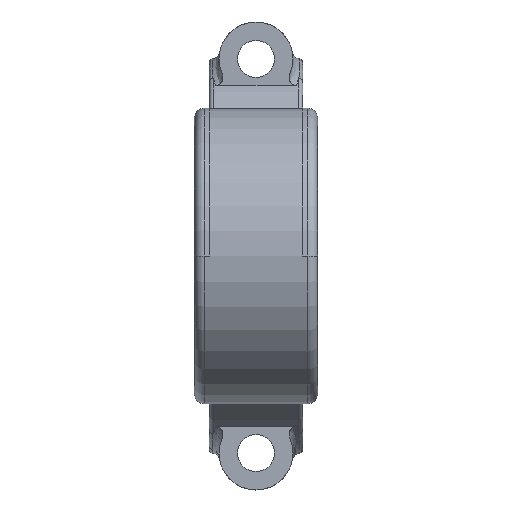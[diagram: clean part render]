
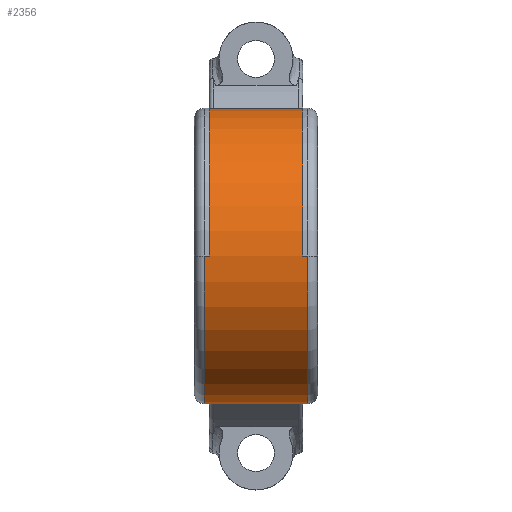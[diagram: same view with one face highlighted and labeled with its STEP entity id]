
A CAD part, left-side view. The second image highlights one B-rep face of the part: STEP entity #2356.
In plain terms, the highlighted cylindrical face has radius 967.74 mm (diameter 1935.48 mm), a partial arc.
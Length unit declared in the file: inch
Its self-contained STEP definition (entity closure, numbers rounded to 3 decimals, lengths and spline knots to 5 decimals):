
#155=CARTESIAN_POINT('',(-76.2,-12.065,0.));
#156=DIRECTION('',(0.,-1.,0.));
#157=DIRECTION('',(0.88,0.,-0.475));
#158=AXIS2_PLACEMENT_3D('',#155,#156,#157);
#603=CARTESIAN_POINT('',(-76.2,12.065,0.));
#604=DIRECTION('',(0.,1.,0.));
#605=DIRECTION('',(0.946,0.,-0.326));
#606=AXIS2_PLACEMENT_3D('',#603,#604,#605);
#613=CARTESIAN_POINT('',(-42.67562,12.065,-18.1032));
#614=CARTESIAN_POINT('',(-42.73979,12.065,-18.22203));
#615=CARTESIAN_POINT('',(-42.87182,12.03357,-18.46355));
#616=CARTESIAN_POINT('',(-43.08387,11.89604,-18.84134));
#617=CARTESIAN_POINT('',(-43.30313,11.67778,-19.22162));
#618=CARTESIAN_POINT('',(-43.52919,11.39385,-19.60341));
#619=CARTESIAN_POINT('',(-43.68476,11.17688,-19.85934));
#620=CARTESIAN_POINT('',(-43.76568,11.065,-19.99062));
#632=CARTESIAN_POINT('',(-43.76568,-11.065,-19.99062));
#633=CARTESIAN_POINT('',(-43.72422,-11.12233,
-19.92335));
#634=CARTESIAN_POINT('',(-43.64161,-11.23712,
-19.78838));
#635=CARTESIAN_POINT('',(-43.51735,-11.40582,
-19.5825));
#636=CARTESIAN_POINT('',(-43.3911,-11.5674,
-19.37027));
#637=CARTESIAN_POINT('',(-43.26313,-11.71566,
-19.15188));
#638=CARTESIAN_POINT('',(-43.13251,-11.84609,
-18.92552));
#639=CARTESIAN_POINT('',(-42.99543,-11.95586,
-18.68407));
#640=CARTESIAN_POINT('',(-42.84573,-12.03895,
-18.41571));
#641=CARTESIAN_POINT('',(-42.734,-12.065,
-18.21132));
#642=CARTESIAN_POINT('',(-42.67562,-12.065,-18.1032));
#695=DIRECTION('',(0.,1.,0.));
#696=VECTOR('',#695,22.13);
#697=CARTESIAN_POINT('',(-43.76568,-11.065,-19.99062));
#698=LINE('',#697,#696);
#699=CARTESIAN_POINT('',(-76.2,9.565,0.));
#700=DIRECTION('',(0.,1.,0.));
#701=DIRECTION('',(0.976,0.,0.22));
#702=AXIS2_PLACEMENT_3D('',#699,#700,#701);
#704=DIRECTION('',(0.,-1.,0.));
#705=VECTOR('',#704,2.5);
#706=CARTESIAN_POINT('',(-39.03092,12.065,8.37074));
#707=LINE('',#706,#705);
#708=DIRECTION('',(0.,1.,0.));
#709=VECTOR('',#708,1.31);
#710=CARTESIAN_POINT('',(-38.1,12.065,0.));
#711=LINE('',#710,#709);
#712=CARTESIAN_POINT('',(-76.2,13.375,0.));
#713=DIRECTION('',(0.,1.,0.));
#714=DIRECTION('',(1.,0.,0.));
#715=AXIS2_PLACEMENT_3D('',#712,#713,#714);
#717=CARTESIAN_POINT('',(-76.2,12.065,0.));
#718=DIRECTION('',(0.,1.,0.));
#719=DIRECTION('',(-1.,0.,0.));
#720=AXIS2_PLACEMENT_3D('',#717,#718,#719);
#722=DIRECTION('',(0.,1.,0.));
#723=VECTOR('',#722,1.);
#724=CARTESIAN_POINT('',(-43.76568,11.065,19.99062));
#725=LINE('',#724,#723);
#726=DIRECTION('',(0.,1.,0.));
#727=VECTOR('',#726,22.13);
#728=CARTESIAN_POINT('',(-43.76568,-11.065,19.99062));
#729=LINE('',#728,#727);
#730=DIRECTION('',(0.,1.,0.));
#731=VECTOR('',#730,1.);
#732=CARTESIAN_POINT('',(-43.76568,-12.065,19.99062));
#733=LINE('',#732,#731);
#734=CARTESIAN_POINT('',(-76.2,-12.065,0.));
#735=DIRECTION('',(0.,1.,0.));
#736=DIRECTION('',(-1.,0.,0.));
#737=AXIS2_PLACEMENT_3D('',#734,#735,#736);
#739=CARTESIAN_POINT('',(-76.2,-13.375,0.));
#740=DIRECTION('',(0.,-1.,0.));
#741=DIRECTION('',(-1.,0.,0.));
#742=AXIS2_PLACEMENT_3D('',#739,#740,#741);
#744=DIRECTION('',(0.,1.,0.));
#745=VECTOR('',#744,1.31);
#746=CARTESIAN_POINT('',(-38.1,-13.375,0.));
#747=LINE('',#746,#745);
#748=DIRECTION('',(0.,1.,0.));
#749=VECTOR('',#748,5.);
#750=CARTESIAN_POINT('',(-39.85177,-12.065,-11.42));
#751=LINE('',#750,#749);
#757=CARTESIAN_POINT('',(-39.03092,9.565,-8.37074));
#758=CARTESIAN_POINT('',(-39.09317,9.85749,-8.64715));
#759=CARTESIAN_POINT('',(-39.21927,10.42087,-9.17944));
#760=CARTESIAN_POINT('',(-39.43088,11.14879,-9.9943));
#761=CARTESIAN_POINT('',(-39.66704,11.68681,-10.82621));
#762=CARTESIAN_POINT('',(-39.92198,12.00162,-11.65115));
#763=CARTESIAN_POINT('',(-40.09139,12.065,-12.1592));
#764=CARTESIAN_POINT('',(-40.17638,12.065,-12.406));
#848=CARTESIAN_POINT('',(-76.2,-12.065,0.));
#849=DIRECTION('',(0.,1.,0.));
#850=DIRECTION('',(0.954,0.,0.3));
#851=AXIS2_PLACEMENT_3D('',#848,#849,#850);
#858=DIRECTION('',(0.,1.,0.));
#859=VECTOR('',#858,1.31);
#860=CARTESIAN_POINT('',(-114.3,-13.375,0.));
#861=LINE('',#860,#859);
#870=DIRECTION('',(0.,1.,0.));
#871=VECTOR('',#870,1.31);
#872=CARTESIAN_POINT('',(-114.3,12.065,0.));
#873=LINE('',#872,#871);
#879=CARTESIAN_POINT('',(-76.2,12.065,0.));
#880=DIRECTION('',(0.,1.,0.));
#881=DIRECTION('',(0.976,0.,0.22));
#882=AXIS2_PLACEMENT_3D('',#879,#880,#881);
#1240=DIRECTION('',(0.,1.,0.));
#1241=VECTOR('',#1240,5.);
#1242=CARTESIAN_POINT('',(-39.85177,-12.065,11.42));
#1243=LINE('',#1242,#1241);
#1252=CARTESIAN_POINT('',(-76.2,-7.065,0.));
#1253=DIRECTION('',(0.,-1.,0.));
#1254=DIRECTION('',(0.954,0.,-0.3));
#1255=AXIS2_PLACEMENT_3D('',#1252,#1253,#1254);
#1283=CARTESIAN_POINT('',(-39.85177,-7.065,-11.42));
#1284=CARTESIAN_POINT('',(-39.85177,-7.065,11.42));
#1285=VERTEX_POINT('',#1283);
#1286=VERTEX_POINT('',#1284);
#1291=CARTESIAN_POINT('',(-39.85177,-12.065,-11.42));
#1292=VERTEX_POINT('',#1291);
#1293=CARTESIAN_POINT('',(-39.85177,-12.065,11.42));
#1294=VERTEX_POINT('',#1293);
#1299=CARTESIAN_POINT('',(-38.1,-12.065,0.));
#1300=VERTEX_POINT('',#1299);
#1326=CARTESIAN_POINT('',(-40.17638,12.065,-12.406));
#1328=VERTEX_POINT('',#1326);
#1330=CARTESIAN_POINT('',(-39.03092,9.565,-8.37074));
#1332=VERTEX_POINT('',#1330);
#1353=CARTESIAN_POINT('',(-39.03092,9.565,8.37074));
#1354=VERTEX_POINT('',#1353);
#1357=CARTESIAN_POINT('',(-39.03092,12.065,8.37074));
#1358=VERTEX_POINT('',#1357);
#1359=CARTESIAN_POINT('',(-38.1,12.065,0.));
#1360=VERTEX_POINT('',#1359);
#1385=CARTESIAN_POINT('',(-38.1,13.375,0.));
#1386=CARTESIAN_POINT('',(-114.3,13.375,0.));
#1387=VERTEX_POINT('',#1385);
#1388=VERTEX_POINT('',#1386);
#1393=CARTESIAN_POINT('',(-114.3,-13.375,0.));
#1394=CARTESIAN_POINT('',(-38.1,-13.375,0.));
#1395=VERTEX_POINT('',#1393);
#1396=VERTEX_POINT('',#1394);
#1405=CARTESIAN_POINT('',(-114.3,-12.065,0.));
#1406=VERTEX_POINT('',#1405);
#1407=CARTESIAN_POINT('',(-114.3,12.065,0.));
#1408=VERTEX_POINT('',#1407);
#1435=CARTESIAN_POINT('',(-43.76568,-11.065,19.99062));
#1436=VERTEX_POINT('',#1435);
#1439=CARTESIAN_POINT('',(-43.76568,-12.065,19.99062));
#1440=VERTEX_POINT('',#1439);
#1459=CARTESIAN_POINT('',(-42.67562,-12.065,-18.1032));
#1460=VERTEX_POINT('',#1459);
#1461=CARTESIAN_POINT('',(-43.76568,-11.065,-19.99062));
#1462=VERTEX_POINT('',#1461);
#1464=CARTESIAN_POINT('',(-43.76568,11.065,-19.99062));
#1466=VERTEX_POINT('',#1464);
#1468=CARTESIAN_POINT('',(-42.67562,12.065,-18.1032));
#1470=VERTEX_POINT('',#1468);
#1492=CARTESIAN_POINT('',(-43.76568,11.065,19.99062));
#1494=VERTEX_POINT('',#1492);
#1511=CARTESIAN_POINT('',(-43.76568,12.065,19.99062));
#1512=VERTEX_POINT('',#1511);
#2306=CARTESIAN_POINT('',(-76.2,-12.065,0.));
#2307=DIRECTION('',(0.,1.,0.));
#2308=DIRECTION('',(1.,0.,0.));
#2309=AXIS2_PLACEMENT_3D('',#2306,#2307,#2308);
#2310=CYLINDRICAL_SURFACE('',#2309,38.1);
#2311=ORIENTED_EDGE('',*,*,#2195,.T.);
#2312=ORIENTED_EDGE('',*,*,#2180,.F.);
#2313=ORIENTED_EDGE('',*,*,#2165,.F.);
#2315=ORIENTED_EDGE('',*,*,#2314,.F.);
#2317=ORIENTED_EDGE('',*,*,#2316,.F.);
#2319=ORIENTED_EDGE('',*,*,#2318,.F.);
#2321=ORIENTED_EDGE('',*,*,#2320,.T.);
#2323=ORIENTED_EDGE('',*,*,#2322,.T.);
#2325=ORIENTED_EDGE('',*,*,#2324,.T.);
#2327=ORIENTED_EDGE('',*,*,#2326,.F.);
#2329=ORIENTED_EDGE('',*,*,#2328,.T.);
#2331=ORIENTED_EDGE('',*,*,#2330,.F.);
#2333=ORIENTED_EDGE('',*,*,#2332,.F.);
#2335=ORIENTED_EDGE('',*,*,#2334,.F.);
#2337=ORIENTED_EDGE('',*,*,#2336,.F.);
#2339=ORIENTED_EDGE('',*,*,#2338,.F.);
#2341=ORIENTED_EDGE('',*,*,#2340,.T.);
#2343=ORIENTED_EDGE('',*,*,#2342,.T.);
#2345=ORIENTED_EDGE('',*,*,#2344,.F.);
#2347=ORIENTED_EDGE('',*,*,#2346,.T.);
#2349=ORIENTED_EDGE('',*,*,#2348,.F.);
#2351=ORIENTED_EDGE('',*,*,#2350,.F.);
#2352=ORIENTED_EDGE('',*,*,#1540,.F.);
#2353=ORIENTED_EDGE('',*,*,#2209,.F.);
#2354=EDGE_LOOP('',(#2311,#2312,#2313,#2315,#2317,#2319,#2321,#2323,#2325,#2327,
#2329,#2331,#2333,#2335,#2337,#2339,#2341,#2343,#2345,#2347,#2349,#2351,#2352,
#2353));
#2355=FACE_OUTER_BOUND('',#2354,.F.);
#159=CIRCLE('',#158,38.1);
#607=CIRCLE('',#606,38.1);
#621=B_SPLINE_CURVE_WITH_KNOTS('',3,(#613,#614,#615,#616,#617,#618,#619,#620),
.UNSPECIFIED.,.F.,.F.,(4,1,1,1,1,4),(0.,0.2,0.4,0.6,0.8,1.),
.UNSPECIFIED.);
#643=B_SPLINE_CURVE_WITH_KNOTS('',3,(#632,#633,#634,#635,#636,#637,#638,#639,
#640,#641,#642),.UNSPECIFIED.,.F.,.F.,(4,1,1,1,1,1,1,1,4),(0.,0.125,0.25,
0.375,0.5,0.625,0.75,0.875,1.),.UNSPECIFIED.);
#703=CIRCLE('',#702,38.1);
#716=CIRCLE('',#715,38.1);
#721=CIRCLE('',#720,38.1);
#738=CIRCLE('',#737,38.1);
#743=CIRCLE('',#742,38.1);
#765=B_SPLINE_CURVE_WITH_KNOTS('',3,(#757,#758,#759,#760,#761,#762,#763,#764),
.UNSPECIFIED.,.F.,.F.,(4,1,1,1,1,4),(0.,0.2,0.4,0.6,0.8,1.),
.UNSPECIFIED.);
#852=CIRCLE('',#851,38.1);
#883=CIRCLE('',#882,38.1);
#1256=CIRCLE('',#1255,38.1);
#1540=EDGE_CURVE('',#1460,#1292,#159,.T.);
#2165=EDGE_CURVE('',#1328,#1470,#607,.T.);
#2180=EDGE_CURVE('',#1470,#1466,#621,.T.);
#2195=EDGE_CURVE('',#1462,#1466,#698,.T.);
#2209=EDGE_CURVE('',#1462,#1460,#643,.T.);
#2314=EDGE_CURVE('',#1332,#1328,#765,.T.);
#2316=EDGE_CURVE('',#1354,#1332,#703,.T.);
#2318=EDGE_CURVE('',#1358,#1354,#707,.T.);
#2320=EDGE_CURVE('',#1358,#1360,#883,.T.);
#2322=EDGE_CURVE('',#1360,#1387,#711,.T.);
#2324=EDGE_CURVE('',#1387,#1388,#716,.T.);
#2326=EDGE_CURVE('',#1408,#1388,#873,.T.);
#2328=EDGE_CURVE('',#1408,#1512,#721,.T.);
#2330=EDGE_CURVE('',#1494,#1512,#725,.T.);
#2332=EDGE_CURVE('',#1436,#1494,#729,.T.);
#2334=EDGE_CURVE('',#1440,#1436,#733,.T.);
#2336=EDGE_CURVE('',#1406,#1440,#738,.T.);
#2338=EDGE_CURVE('',#1395,#1406,#861,.T.);
#2340=EDGE_CURVE('',#1395,#1396,#743,.T.);
#2342=EDGE_CURVE('',#1396,#1300,#747,.T.);
#2344=EDGE_CURVE('',#1294,#1300,#852,.T.);
#2346=EDGE_CURVE('',#1294,#1286,#1243,.T.);
#2348=EDGE_CURVE('',#1285,#1286,#1256,.T.);
#2350=EDGE_CURVE('',#1292,#1285,#751,.T.);
#2356=ADVANCED_FACE('',(#2355),#2310,.T.);
